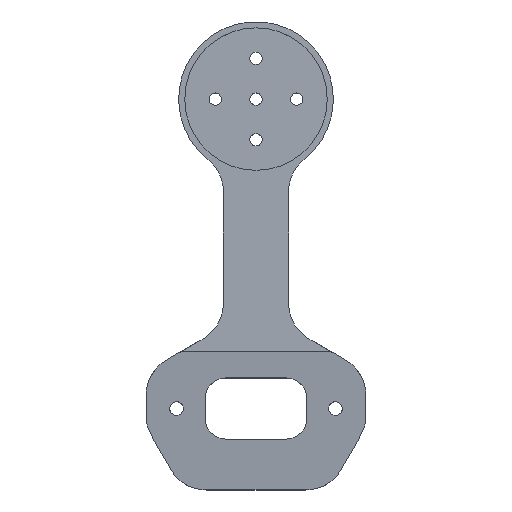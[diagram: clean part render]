
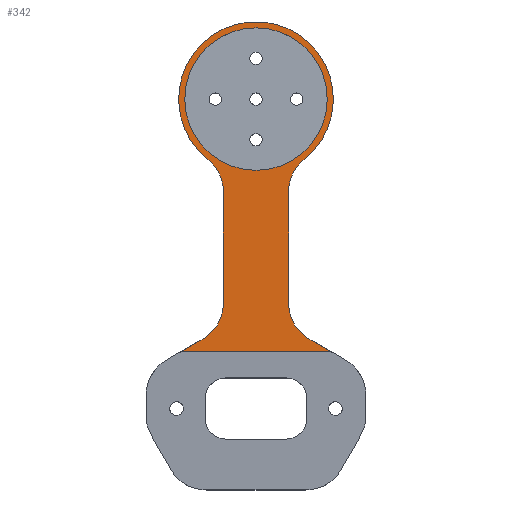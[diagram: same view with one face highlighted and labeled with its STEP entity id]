
A CAD part, top view. The second image highlights one B-rep face of the part: STEP entity #342.
In plain terms, the highlighted planar face has unit normal (0, 0, 1).
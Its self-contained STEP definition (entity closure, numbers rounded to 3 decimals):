
#217=CARTESIAN_POINT('Vertex',(17.5,76.,0.)) ;
#220=CARTESIAN_POINT('Axis2P3D Location',(0.,76.,0.)) ;
#224=CARTESIAN_POINT('Vertex',(-17.5,76.,0.)) ;
#239=CARTESIAN_POINT('Axis2P3D Location',(0.,76.,0.)) ;
#251=CARTESIAN_POINT('Axis2P3D Location',(0.,0.,0.)) ;
#256=CARTESIAN_POINT('Line Origine',(15.696,15.557,0.)) ;
#260=CARTESIAN_POINT('Vertex',(18.392,14.,0.)) ;
#262=CARTESIAN_POINT('Vertex',(13.,17.113,0.)) ;
#265=CARTESIAN_POINT('Axis2P3D Location',(18.,25.774,0.)) ;
#269=CARTESIAN_POINT('Vertex',(8.,25.774,0.)) ;
#272=CARTESIAN_POINT('Line Origine',(8.,39.518,0.)) ;
#276=CARTESIAN_POINT('Vertex',(8.,53.262,0.)) ;
#279=CARTESIAN_POINT('Axis2P3D Location',(18.,53.262,0.)) ;
#283=CARTESIAN_POINT('Vertex',(11.793,61.103,0.)) ;
#286=CARTESIAN_POINT('Axis2P3D Location',(0.,76.,0.)) ;
#290=CARTESIAN_POINT('Vertex',(-11.793,61.103,0.)) ;
#293=CARTESIAN_POINT('Axis2P3D Location',(-18.,53.262,0.)) ;
#297=CARTESIAN_POINT('Vertex',(-8.,53.262,0.)) ;
#300=CARTESIAN_POINT('Line Origine',(-8.,39.518,0.)) ;
#304=CARTESIAN_POINT('Vertex',(-8.,25.774,0.)) ;
#307=CARTESIAN_POINT('Axis2P3D Location',(-18.,25.774,0.)) ;
#311=CARTESIAN_POINT('Vertex',(-13.,17.113,0.)) ;
#314=CARTESIAN_POINT('Line Origine',(-15.696,15.557,0.)) ;
#318=CARTESIAN_POINT('Vertex',(-18.392,14.,0.)) ;
#321=CARTESIAN_POINT('Line Origine',(0.,14.,0.)) ;
#221=DIRECTION('Axis2P3D Direction',(0.,0.,1.)) ;
#240=DIRECTION('Axis2P3D Direction',(0.,0.,1.)) ;
#252=DIRECTION('Axis2P3D Direction',(0.,0.,1.)) ;
#253=DIRECTION('Axis2P3D XDirection',(1.,0.,0.)) ;
#257=DIRECTION('Vector Direction',(0.866,-0.5,0.)) ;
#266=DIRECTION('Axis2P3D Direction',(0.,0.,1.)) ;
#273=DIRECTION('Vector Direction',(0.,-1.,0.)) ;
#280=DIRECTION('Axis2P3D Direction',(0.,0.,1.)) ;
#287=DIRECTION('Axis2P3D Direction',(0.,0.,1.)) ;
#294=DIRECTION('Axis2P3D Direction',(0.,0.,1.)) ;
#301=DIRECTION('Vector Direction',(0.,1.,0.)) ;
#308=DIRECTION('Axis2P3D Direction',(0.,0.,1.)) ;
#315=DIRECTION('Vector Direction',(-0.866,-0.5,0.)) ;
#322=DIRECTION('Vector Direction',(1.,0.,0.)) ;
#222=AXIS2_PLACEMENT_3D('Circle Axis2P3D',#220,#221,$) ;
#241=AXIS2_PLACEMENT_3D('Circle Axis2P3D',#239,#240,$) ;
#254=AXIS2_PLACEMENT_3D('Plane Axis2P3D',#251,#252,#253) ;
#267=AXIS2_PLACEMENT_3D('Circle Axis2P3D',#265,#266,$) ;
#281=AXIS2_PLACEMENT_3D('Circle Axis2P3D',#279,#280,$) ;
#288=AXIS2_PLACEMENT_3D('Circle Axis2P3D',#286,#287,$) ;
#295=AXIS2_PLACEMENT_3D('Circle Axis2P3D',#293,#294,$) ;
#309=AXIS2_PLACEMENT_3D('Circle Axis2P3D',#307,#308,$) ;
#327=ORIENTED_EDGE('',*,*,#264,.T.) ;
#328=ORIENTED_EDGE('',*,*,#271,.T.) ;
#329=ORIENTED_EDGE('',*,*,#278,.T.) ;
#330=ORIENTED_EDGE('',*,*,#285,.T.) ;
#331=ORIENTED_EDGE('',*,*,#292,.T.) ;
#332=ORIENTED_EDGE('',*,*,#299,.T.) ;
#333=ORIENTED_EDGE('',*,*,#306,.T.) ;
#334=ORIENTED_EDGE('',*,*,#313,.T.) ;
#335=ORIENTED_EDGE('',*,*,#320,.T.) ;
#336=ORIENTED_EDGE('',*,*,#325,.F.) ;
#339=ORIENTED_EDGE('',*,*,#226,.F.) ;
#340=ORIENTED_EDGE('',*,*,#243,.F.) ;
#341=FACE_BOUND('',#338,.T.) ;
#258=VECTOR('Line Direction',#257,1.) ;
#274=VECTOR('Line Direction',#273,1.) ;
#302=VECTOR('Line Direction',#301,1.) ;
#316=VECTOR('Line Direction',#315,1.) ;
#323=VECTOR('Line Direction',#322,1.) ;
#342=ADVANCED_FACE('Corps principal',(#337,#341),#255,.T.) ;
#223=CIRCLE('generated circle',#222,17.5) ;
#242=CIRCLE('generated circle',#241,17.5) ;
#268=CIRCLE('generated circle',#267,10.) ;
#282=CIRCLE('generated circle',#281,10.) ;
#289=CIRCLE('generated circle',#288,19.) ;
#296=CIRCLE('generated circle',#295,10.) ;
#310=CIRCLE('generated circle',#309,10.) ;
#226=EDGE_CURVE('',#218,#225,#223,.T.) ;
#243=EDGE_CURVE('',#225,#218,#242,.T.) ;
#264=EDGE_CURVE('',#261,#263,#259,.F.) ;
#271=EDGE_CURVE('',#263,#270,#268,.F.) ;
#278=EDGE_CURVE('',#270,#277,#275,.F.) ;
#285=EDGE_CURVE('',#277,#284,#282,.F.) ;
#292=EDGE_CURVE('',#284,#291,#289,.T.) ;
#299=EDGE_CURVE('',#291,#298,#296,.F.) ;
#306=EDGE_CURVE('',#298,#305,#303,.F.) ;
#313=EDGE_CURVE('',#305,#312,#310,.F.) ;
#320=EDGE_CURVE('',#312,#319,#317,.T.) ;
#325=EDGE_CURVE('',#261,#319,#324,.F.) ;
#326=EDGE_LOOP('',(#327,#328,#329,#330,#331,#332,#333,#334,#335,#336)) ;
#338=EDGE_LOOP('',(#339,#340)) ;
#337=FACE_OUTER_BOUND('',#326,.T.) ;
#259=LINE('Line',#256,#258) ;
#275=LINE('Line',#272,#274) ;
#303=LINE('Line',#300,#302) ;
#317=LINE('Line',#314,#316) ;
#324=LINE('Line',#321,#323) ;
#255=PLANE('',#254) ;
#218=VERTEX_POINT('',#217) ;
#225=VERTEX_POINT('',#224) ;
#261=VERTEX_POINT('',#260) ;
#263=VERTEX_POINT('',#262) ;
#270=VERTEX_POINT('',#269) ;
#277=VERTEX_POINT('',#276) ;
#284=VERTEX_POINT('',#283) ;
#291=VERTEX_POINT('',#290) ;
#298=VERTEX_POINT('',#297) ;
#305=VERTEX_POINT('',#304) ;
#312=VERTEX_POINT('',#311) ;
#319=VERTEX_POINT('',#318) ;
